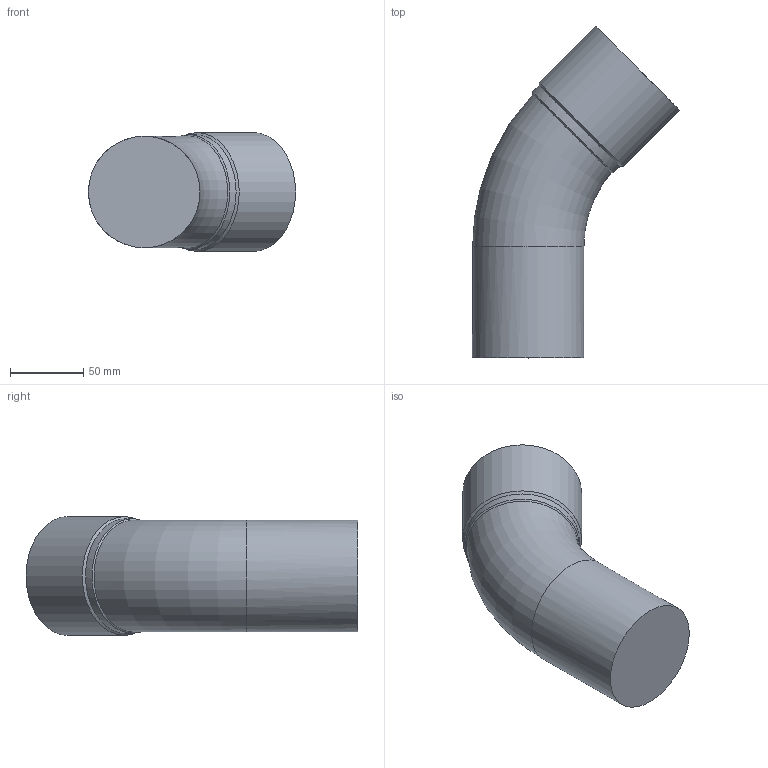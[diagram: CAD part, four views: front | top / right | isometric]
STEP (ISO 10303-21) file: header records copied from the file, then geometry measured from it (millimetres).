
FILE_DESCRIPTION( ( 'Unknown' ), '1' );
FILE_NAME( 'F6DN76,1.stp', 'Unknown', ( 'Unknown' ), ( 'Unknown' ), 'PSStep 14.0', 'Unknown', ' ' );
FILE_SCHEMA( ( 'AUTOMOTIVE_DESIGN { 1 0 10303 214 1 1 1 1 }' ) );
Length unit declared in the file: millimetre
Products named in the file (1): 1
Bounding box: 141.12 x 226.18 x 81 mm (x, y, z)
Volume: 805730.3 mm3; surface area: 77070.9 mm2
Topology: 1 solids, 1 shells, 11 faces, 21 edges, 13 vertices
Faces by surface type: plane 4, cylinder 4, cone 2, torus 1
Full cylindrical faces by diameter (mm): 76 x2, 78 x1, 81 x1
Entity records: 452 total; most frequent: CARTESIAN_POINT 167, DIRECTION 42, ORIENTED_EDGE 22, AXIS2_PLACEMENT_3D 21, EDGE_LOOP 19, FACE_OUTER_BOUND 16, STYLED_ITEM 11, PRESENTATION_STYLE_ASSIGNMENT 11
